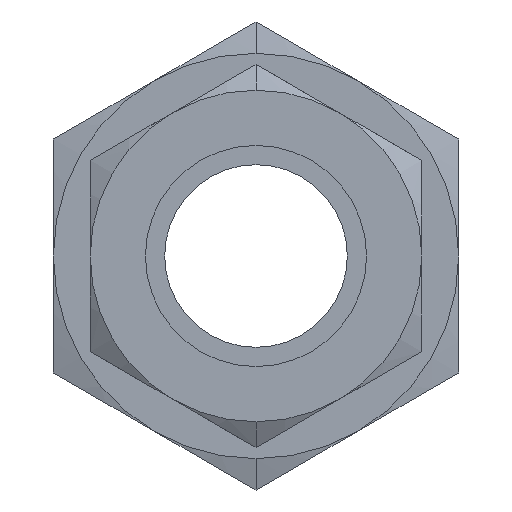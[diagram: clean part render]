
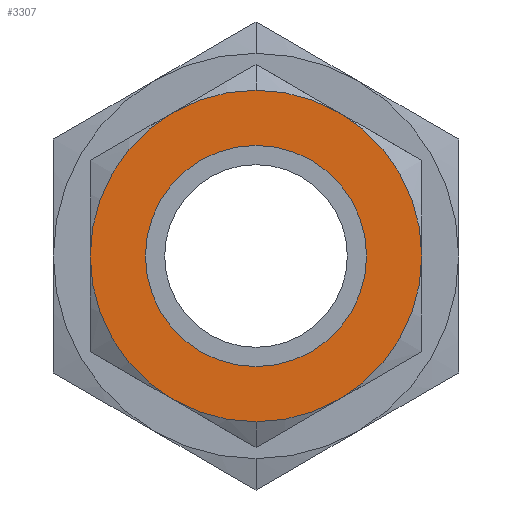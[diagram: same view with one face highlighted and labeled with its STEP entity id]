
A CAD part, left-side view. The second image highlights one B-rep face of the part: STEP entity #3307.
In plain terms, the highlighted planar face has unit normal (-1, 0, 0).
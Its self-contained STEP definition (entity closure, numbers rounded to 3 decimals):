
#215 = CIRCLE ( 'NONE', #4804, 14.285 ) ;
#493 = CARTESIAN_POINT ( 'NONE',  ( 0., 0., -14.285 ) ) ;
#585 = EDGE_LOOP ( 'NONE', ( #5355, #5741 ) ) ;
#648 = DIRECTION ( 'NONE',  ( 0., 0., -1. ) ) ;
#907 = CARTESIAN_POINT ( 'NONE',  ( 0., 0., 0. ) ) ;
#926 = ORIENTED_EDGE ( 'NONE', *, *, #7757, .T. ) ;
#1168 = CIRCLE ( 'NONE', #1797, 9.525 ) ;
#1507 = DIRECTION ( 'NONE',  ( 0., 0., -1. ) ) ;
#1797 = AXIS2_PLACEMENT_3D ( 'NONE', #3282, #9493, #2643 ) ;
#2413 = EDGE_CURVE ( 'NONE', #6711, #8728, #215, .T. ) ;
#2643 = DIRECTION ( 'NONE',  ( 0., 0., 1. ) ) ;
#3282 = CARTESIAN_POINT ( 'NONE',  ( 0., 0., 0. ) ) ;
#3307 = ADVANCED_FACE ( 'NONE', ( #8041, #5804 ), #7442, .T. ) ;
#3413 = CARTESIAN_POINT ( 'NONE',  ( 0., 0., -9.525 ) ) ;
#3463 = CARTESIAN_POINT ( 'NONE',  ( 0., 0., 7.143 ) ) ;
#3682 = EDGE_CURVE ( 'NONE', #9358, #5897, #1168, .T. ) ;
#4804 = AXIS2_PLACEMENT_3D ( 'NONE', #9535, #8894, #6709 ) ;
#5355 = ORIENTED_EDGE ( 'NONE', *, *, #2413, .F. ) ;
#5741 = ORIENTED_EDGE ( 'NONE', *, *, #8119, .F. ) ;
#5772 = CARTESIAN_POINT ( 'NONE',  ( 0., 0., 14.285 ) ) ;
#5804 = FACE_OUTER_BOUND ( 'NONE', #585, .T. ) ;
#5897 = VERTEX_POINT ( 'NONE', #3413 ) ;
#6129 = DIRECTION ( 'NONE',  ( 1., 0., 0. ) ) ;
#6501 = DIRECTION ( 'NONE',  ( -1., 0., 0. ) ) ;
#6514 = ORIENTED_EDGE ( 'NONE', *, *, #3682, .T. ) ;
#6709 = DIRECTION ( 'NONE',  ( 0., 0., 1. ) ) ;
#6711 = VERTEX_POINT ( 'NONE', #5772 ) ;
#7381 = AXIS2_PLACEMENT_3D ( 'NONE', #907, #6129, #1507 ) ;
#7390 = CIRCLE ( 'NONE', #8823, 14.285 ) ;
#7419 = EDGE_LOOP ( 'NONE', ( #926, #6514 ) ) ;
#7442 = PLANE ( 'NONE',  #9733 ) ;
#7757 = EDGE_CURVE ( 'NONE', #5897, #9358, #9139, .T. ) ;
#8041 = FACE_BOUND ( 'NONE', #7419, .T. ) ;
#8119 = EDGE_CURVE ( 'NONE', #8728, #6711, #7390, .T. ) ;
#8248 = DIRECTION ( 'NONE',  ( 1., 0., 0. ) ) ;
#8400 = CARTESIAN_POINT ( 'NONE',  ( 0., 0., 9.525 ) ) ;
#8728 = VERTEX_POINT ( 'NONE', #493 ) ;
#8823 = AXIS2_PLACEMENT_3D ( 'NONE', #8949, #8248, #648 ) ;
#8894 = DIRECTION ( 'NONE',  ( 1., 0., 0. ) ) ;
#8949 = CARTESIAN_POINT ( 'NONE',  ( 0., 0., 0. ) ) ;
#9139 = CIRCLE ( 'NONE', #7381, 9.525 ) ;
#9358 = VERTEX_POINT ( 'NONE', #8400 ) ;
#9493 = DIRECTION ( 'NONE',  ( 1., 0., 0. ) ) ;
#9526 = DIRECTION ( 'NONE',  ( 0., 0., 1. ) ) ;
#9535 = CARTESIAN_POINT ( 'NONE',  ( 0., 0., 0. ) ) ;
#9733 = AXIS2_PLACEMENT_3D ( 'NONE', #3463, #6501, #9526 ) ;
